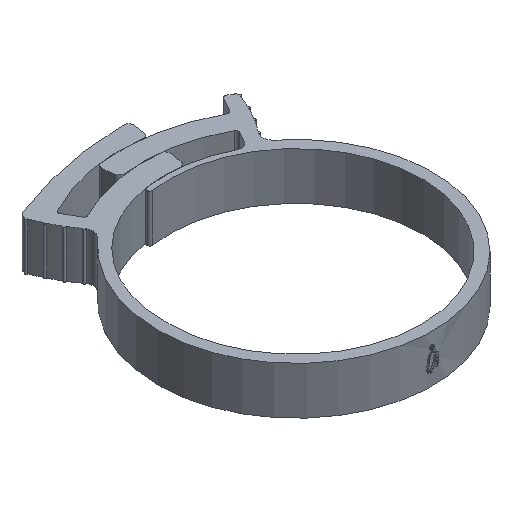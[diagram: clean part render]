
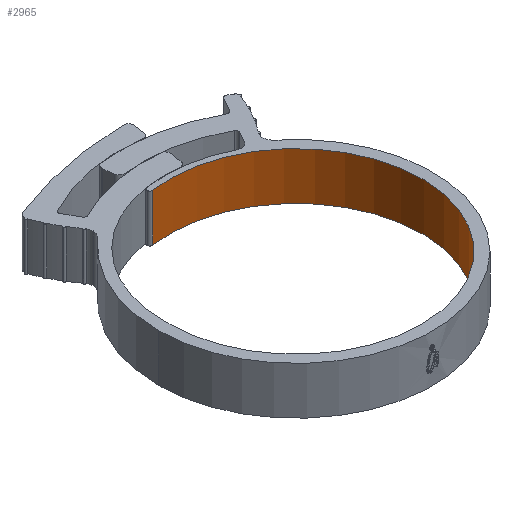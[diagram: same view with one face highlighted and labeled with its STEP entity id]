
A CAD part, isometric view. The second image highlights one B-rep face of the part: STEP entity #2965.
In plain terms, the highlighted cylindrical face has radius 23.6 mm (diameter 47.2 mm), a partial arc.
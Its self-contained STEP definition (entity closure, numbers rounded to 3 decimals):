
#135 = AXIS2_PLACEMENT_3D ( 'NONE', #3563, #6110, #5622 ) ;
#194 = CARTESIAN_POINT ( 'NONE',  ( 0., 0., 4.45 ) ) ;
#395 = ORIENTED_EDGE ( 'NONE', *, *, #558, .F. ) ;
#558 = EDGE_CURVE ( 'NONE', #5411, #3842, #2676, .T. ) ;
#1022 = DIRECTION ( 'NONE',  ( 0., 0., -1. ) ) ;
#1128 = CARTESIAN_POINT ( 'NONE',  ( -23.6, 0., 4.45 ) ) ;
#1308 = CIRCLE ( 'NONE', #135, 23.6 ) ;
#1333 = ORIENTED_EDGE ( 'NONE', *, *, #1490, .T. ) ;
#1490 = EDGE_CURVE ( 'NONE', #6358, #3842, #1308, .T. ) ;
#1528 = CARTESIAN_POINT ( 'NONE',  ( 0., 0., 4.45 ) ) ;
#1652 = FACE_OUTER_BOUND ( 'NONE', #4914, .T. ) ;
#2594 = CYLINDRICAL_SURFACE ( 'NONE', #3689, 23.6 ) ;
#2601 = AXIS2_PLACEMENT_3D ( 'NONE', #194, #4743, #4850 ) ;
#2676 = LINE ( 'NONE', #1128, #5477 ) ;
#2753 = ORIENTED_EDGE ( 'NONE', *, *, #5224, .T. ) ;
#2965 = ADVANCED_FACE ( 'NONE', ( #1652 ), #2594, .F. ) ;
#3029 = CIRCLE ( 'NONE', #2601, 23.6 ) ;
#3110 = LINE ( 'NONE', #5138, #6562 ) ;
#3303 = ORIENTED_EDGE ( 'NONE', *, *, #3577, .F. ) ;
#3563 = CARTESIAN_POINT ( 'NONE',  ( 0., 0., -4.45 ) ) ;
#3577 = EDGE_CURVE ( 'NONE', #4051, #5411, #3029, .T. ) ;
#3689 = AXIS2_PLACEMENT_3D ( 'NONE', #1528, #1022, #3710 ) ;
#3710 = DIRECTION ( 'NONE',  ( -1., 0., 0. ) ) ;
#3733 = CARTESIAN_POINT ( 'NONE',  ( -3.5, 23.339, 4.45 ) ) ;
#3842 = VERTEX_POINT ( 'NONE', #5859 ) ;
#4051 = VERTEX_POINT ( 'NONE', #3733 ) ;
#4743 = DIRECTION ( 'NONE',  ( 0., 0., -1. ) ) ;
#4827 = CARTESIAN_POINT ( 'NONE',  ( -23.6, 0., 4.45 ) ) ;
#4850 = DIRECTION ( 'NONE',  ( -1., 0., 0. ) ) ;
#4914 = EDGE_LOOP ( 'NONE', ( #1333, #395, #3303, #2753 ) ) ;
#5138 = CARTESIAN_POINT ( 'NONE',  ( -3.5, 23.339, 4.45 ) ) ;
#5181 = DIRECTION ( 'NONE',  ( 0., 0., -1. ) ) ;
#5214 = CARTESIAN_POINT ( 'NONE',  ( -3.5, 23.339, -4.45 ) ) ;
#5224 = EDGE_CURVE ( 'NONE', #4051, #6358, #3110, .T. ) ;
#5411 = VERTEX_POINT ( 'NONE', #4827 ) ;
#5477 = VECTOR ( 'NONE', #5181, 1000. ) ;
#5622 = DIRECTION ( 'NONE',  ( -1., 0., 0. ) ) ;
#5670 = DIRECTION ( 'NONE',  ( 0., 0., -1. ) ) ;
#5859 = CARTESIAN_POINT ( 'NONE',  ( -23.6, 0., -4.45 ) ) ;
#6110 = DIRECTION ( 'NONE',  ( 0., 0., -1. ) ) ;
#6358 = VERTEX_POINT ( 'NONE', #5214 ) ;
#6562 = VECTOR ( 'NONE', #5670, 1000. ) ;
